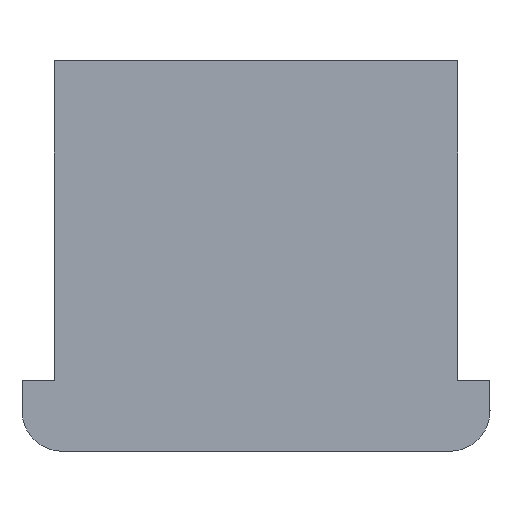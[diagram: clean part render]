
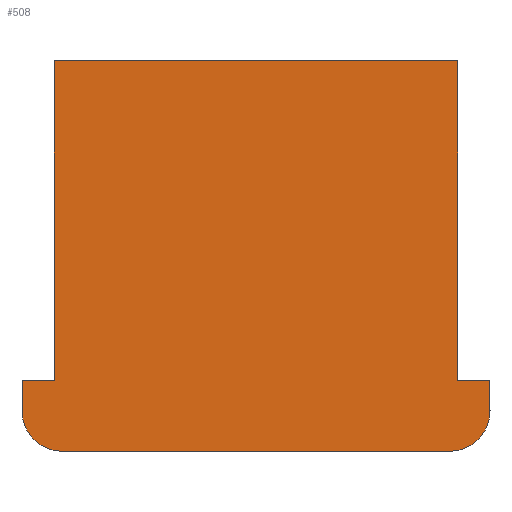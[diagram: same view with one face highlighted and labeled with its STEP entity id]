
A CAD part, left-side view. The second image highlights one B-rep face of the part: STEP entity #508.
In plain terms, the highlighted planar face has unit normal (-1, 0, 0).
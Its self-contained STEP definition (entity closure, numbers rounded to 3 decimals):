
#25=PLANE('',#544);
#48=FACE_OUTER_BOUND('',#80,.T.);
#80=EDGE_LOOP('',(#366,#367,#368,#369,#370,#371,#372,#373,#374,#375));
#117=LINE('',#753,#172);
#120=LINE('',#759,#175);
#121=LINE('',#761,#176);
#122=LINE('',#763,#177);
#123=LINE('',#765,#178);
#124=LINE('',#767,#179);
#125=LINE('',#769,#180);
#126=LINE('',#771,#181);
#172=VECTOR('',#600,10.);
#175=VECTOR('',#605,10.);
#176=VECTOR('',#606,10.);
#177=VECTOR('',#607,10.);
#178=VECTOR('',#608,10.);
#179=VECTOR('',#609,10.);
#180=VECTOR('',#610,10.);
#181=VECTOR('',#611,10.);
#226=CIRCLE('',#542,2.);
#227=CIRCLE('',#545,2.);
#243=VERTEX_POINT('',#746);
#244=VERTEX_POINT('',#748);
#245=VERTEX_POINT('',#752);
#247=VERTEX_POINT('',#758);
#248=VERTEX_POINT('',#760);
#249=VERTEX_POINT('',#762);
#250=VERTEX_POINT('',#764);
#251=VERTEX_POINT('',#766);
#252=VERTEX_POINT('',#768);
#253=VERTEX_POINT('',#770);
#289=EDGE_CURVE('',#243,#244,#226,.T.);
#291=EDGE_CURVE('',#245,#244,#117,.T.);
#294=EDGE_CURVE('',#247,#243,#120,.T.);
#295=EDGE_CURVE('',#248,#247,#121,.T.);
#296=EDGE_CURVE('',#249,#248,#122,.T.);
#297=EDGE_CURVE('',#250,#249,#123,.T.);
#298=EDGE_CURVE('',#251,#250,#124,.T.);
#299=EDGE_CURVE('',#251,#252,#125,.T.);
#300=EDGE_CURVE('',#253,#252,#126,.T.);
#301=EDGE_CURVE('',#245,#253,#227,.T.);
#366=ORIENTED_EDGE('',*,*,#289,.F.);
#367=ORIENTED_EDGE('',*,*,#294,.F.);
#368=ORIENTED_EDGE('',*,*,#295,.F.);
#369=ORIENTED_EDGE('',*,*,#296,.F.);
#370=ORIENTED_EDGE('',*,*,#297,.F.);
#371=ORIENTED_EDGE('',*,*,#298,.F.);
#372=ORIENTED_EDGE('',*,*,#299,.T.);
#373=ORIENTED_EDGE('',*,*,#300,.F.);
#374=ORIENTED_EDGE('',*,*,#301,.F.);
#375=ORIENTED_EDGE('',*,*,#291,.T.);
#508=ADVANCED_FACE('',(#48),#25,.F.);
#542=AXIS2_PLACEMENT_3D('',#749,#595,#596);
#544=AXIS2_PLACEMENT_3D('',#757,#603,#604);
#545=AXIS2_PLACEMENT_3D('',#772,#612,#613);
#595=DIRECTION('center_axis',(1.,0.,0.));
#596=DIRECTION('ref_axis',(0.,-0.707,-0.707));
#600=DIRECTION('',(0.,-1.,0.));
#603=DIRECTION('center_axis',(1.,0.,0.));
#604=DIRECTION('ref_axis',(0.,0.,1.));
#605=DIRECTION('',(0.,0.,-1.));
#606=DIRECTION('',(0.,-1.,0.));
#607=DIRECTION('',(0.,0.,-1.));
#608=DIRECTION('',(0.,-1.,0.));
#609=DIRECTION('',(0.,0.,1.));
#610=DIRECTION('',(0.,1.,0.));
#611=DIRECTION('',(0.,0.,1.));
#612=DIRECTION('center_axis',(1.,0.,0.));
#613=DIRECTION('ref_axis',(0.,0.707,-0.707));
#746=CARTESIAN_POINT('',(187.649,811.595,2.));
#748=CARTESIAN_POINT('',(187.649,813.595,0.));
#749=CARTESIAN_POINT('Origin',(187.649,813.595,2.));
#752=CARTESIAN_POINT('',(187.649,832.795,0.));
#753=CARTESIAN_POINT('',(187.649,811.695,0.));
#757=CARTESIAN_POINT('Origin',(187.649,813.195,183.834));
#758=CARTESIAN_POINT('',(187.649,811.595,3.5));
#759=CARTESIAN_POINT('',(187.649,811.595,142.715));
#760=CARTESIAN_POINT('',(187.649,813.195,3.5));
#761=CARTESIAN_POINT('',(187.649,813.195,3.5));
#762=CARTESIAN_POINT('',(187.649,813.195,19.363));
#763=CARTESIAN_POINT('',(187.649,813.195,142.715));
#764=CARTESIAN_POINT('',(187.649,833.195,19.363));
#765=CARTESIAN_POINT('',(187.649,823.195,19.363));
#766=CARTESIAN_POINT('',(187.649,833.195,3.5));
#767=CARTESIAN_POINT('',(187.649,833.195,142.715));
#768=CARTESIAN_POINT('',(187.649,834.795,3.5));
#769=CARTESIAN_POINT('',(187.649,834.695,3.5));
#770=CARTESIAN_POINT('',(187.649,834.795,2.));
#771=CARTESIAN_POINT('',(187.649,834.795,142.715));
#772=CARTESIAN_POINT('Origin',(187.649,832.795,2.));
